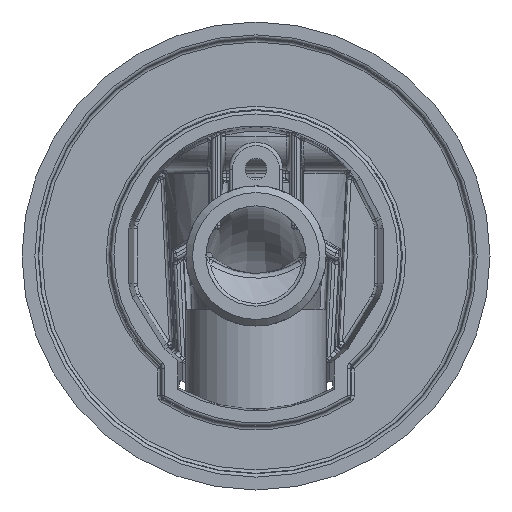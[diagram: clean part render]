
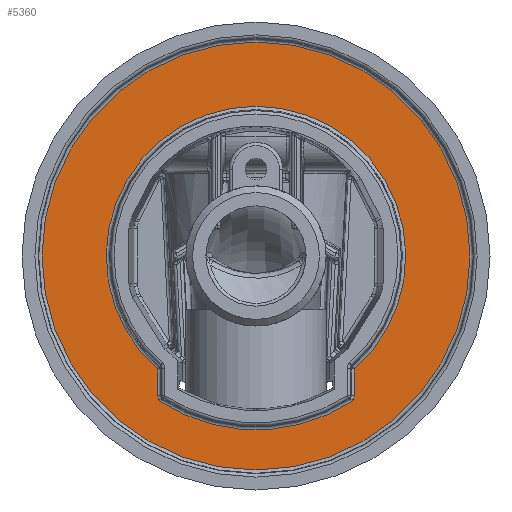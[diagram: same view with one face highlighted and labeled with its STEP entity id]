
A CAD part, left-side view. The second image highlights one B-rep face of the part: STEP entity #5360.
In plain terms, the highlighted planar face has unit normal (-1, 0, 0).
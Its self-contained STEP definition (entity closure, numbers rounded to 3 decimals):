
#161=LINE('',#10643,#305);
#162=LINE('',#10657,#306);
#305=VECTOR('',#6838,1000.);
#306=VECTOR('',#6841,1000.);
#435=PLANE('',#6083);
#644=CIRCLE('',#6084,22.398);
#645=CIRCLE('',#6085,26.017);
#646=CIRCLE('',#6086,32.004);
#1245=ORIENTED_EDGE('',*,*,#2790,.T.);
#1246=ORIENTED_EDGE('',*,*,#2791,.F.);
#1247=ORIENTED_EDGE('',*,*,#2792,.T.);
#1248=ORIENTED_EDGE('',*,*,#2793,.T.);
#1249=ORIENTED_EDGE('',*,*,#2794,.F.);
#1250=ORIENTED_EDGE('',*,*,#2795,.T.);
#1251=ORIENTED_EDGE('',*,*,#2796,.T.);
#2790=EDGE_CURVE('',#3652,#3653,#644,.T.);
#2791=EDGE_CURVE('',#3654,#3653,#161,.T.);
#2792=EDGE_CURVE('',#3654,#3655,#4141,.T.);
#2793=EDGE_CURVE('',#3655,#3656,#645,.T.);
#2794=EDGE_CURVE('',#3657,#3656,#4142,.T.);
#2795=EDGE_CURVE('',#3657,#3652,#162,.T.);
#2796=EDGE_CURVE('',#3658,#3658,#646,.F.);
#3652=VERTEX_POINT('',#10641);
#3653=VERTEX_POINT('',#10642);
#3654=VERTEX_POINT('',#10644);
#3655=VERTEX_POINT('',#10649);
#3656=VERTEX_POINT('',#10651);
#3657=VERTEX_POINT('',#10656);
#3658=VERTEX_POINT('',#10659);
#4141=B_SPLINE_CURVE_WITH_KNOTS('',3,(#10645,#10646,#10647,#10648),
 .UNSPECIFIED.,.F.,.F.,(4,4),(0.,0.001),.UNSPECIFIED.);
#4142=B_SPLINE_CURVE_WITH_KNOTS('',3,(#10652,#10653,#10654,#10655),
 .UNSPECIFIED.,.F.,.F.,(4,4),(0.,0.001),.UNSPECIFIED.);
#4479=EDGE_LOOP('',(#1245,#1246,#1247,#1248,#1249,#1250));
#4480=EDGE_LOOP('',(#1251));
#4855=FACE_BOUND('',#4479,.T.);
#4856=FACE_BOUND('',#4480,.T.);
#5360=ADVANCED_FACE('',(#4855,#4856),#435,.F.);
#6083=AXIS2_PLACEMENT_3D('',#10639,#6834,#6835);
#6084=AXIS2_PLACEMENT_3D('',#10640,#6836,#6837);
#6085=AXIS2_PLACEMENT_3D('',#10650,#6839,#6840);
#6086=AXIS2_PLACEMENT_3D('',#10658,#6842,#6843);
#6834=DIRECTION('',(1.,0.,0.));
#6835=DIRECTION('',(0.,0.,-1.));
#6836=DIRECTION('',(1.,0.,0.));
#6837=DIRECTION('',(0.,0.,-1.));
#6838=DIRECTION('',(0.,0.,1.));
#6839=DIRECTION('',(1.,0.,0.));
#6840=DIRECTION('',(0.,0.,-1.));
#6841=DIRECTION('',(0.,0.,1.));
#6842=DIRECTION('',(1.,0.,0.));
#6843=DIRECTION('',(0.,0.,-1.));
#10639=CARTESIAN_POINT('',(9.5,-16.781,-14.081));
#10640=CARTESIAN_POINT('',(9.5,0.,0.));
#10641=CARTESIAN_POINT('',(9.5,14.713,-16.887));
#10642=CARTESIAN_POINT('',(9.5,-14.713,-16.887));
#10643=CARTESIAN_POINT('',(9.5,-14.713,-16.666));
#10644=CARTESIAN_POINT('',(9.5,-14.713,-20.924));
#10645=CARTESIAN_POINT('',(9.5,-14.713,-20.924));
#10646=CARTESIAN_POINT('',(9.5,-14.713,-21.258));
#10647=CARTESIAN_POINT('',(9.5,-14.54,-21.578));
#10648=CARTESIAN_POINT('',(9.5,-14.261,-21.761));
#10649=CARTESIAN_POINT('',(9.5,-14.261,-21.761));
#10650=CARTESIAN_POINT('',(9.5,0.,0.));
#10651=CARTESIAN_POINT('',(9.5,14.261,-21.761));
#10652=CARTESIAN_POINT('',(9.5,14.713,-20.924));
#10653=CARTESIAN_POINT('',(9.5,14.713,-21.258));
#10654=CARTESIAN_POINT('',(9.5,14.54,-21.578));
#10655=CARTESIAN_POINT('',(9.5,14.261,-21.761));
#10656=CARTESIAN_POINT('',(9.5,14.713,-20.924));
#10657=CARTESIAN_POINT('',(9.5,14.713,-16.666));
#10658=CARTESIAN_POINT('',(9.5,0.,0.));
#10659=CARTESIAN_POINT('',(9.5,0.,-32.004));
